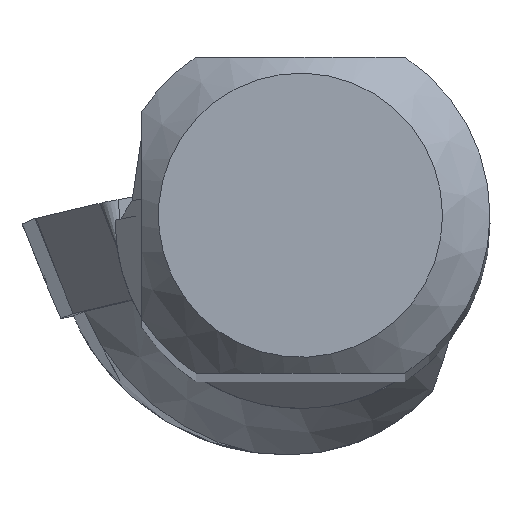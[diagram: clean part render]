
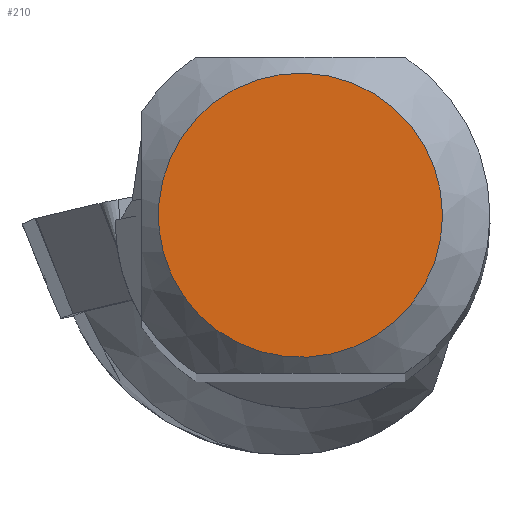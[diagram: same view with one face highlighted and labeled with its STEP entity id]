
A CAD part, top view. The second image highlights one B-rep face of the part: STEP entity #210.
In plain terms, the highlighted planar face has unit normal (0, 0, 1).
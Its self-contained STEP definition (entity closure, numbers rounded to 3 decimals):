
#160=FACE_OUTER_BOUND('',#307,.T.);
#210=ADVANCED_FACE('',(#160),#241,.T.);
#241=PLANE('',#1142);
#307=EDGE_LOOP('',(#527));
#349=CIRCLE('',#1141,2.245);
#527=ORIENTED_EDGE('',*,*,#823,.T.);
#704=VERTEX_POINT('',#1832);
#823=EDGE_CURVE('',#704,#704,#349,.T.);
#1141=AXIS2_PLACEMENT_3D('',#1831,#1378,#1379);
#1142=AXIS2_PLACEMENT_3D('',#1833,#1380,#1381);
#1378=DIRECTION('',(0.,0.,1.));
#1379=DIRECTION('',(1.,0.,0.));
#1380=DIRECTION('',(0.,0.,1.));
#1381=DIRECTION('',(1.,0.,0.));
#1831=CARTESIAN_POINT('',(0.,0.,0.));
#1832=CARTESIAN_POINT('',(2.245,0.,0.));
#1833=CARTESIAN_POINT('',(0.,0.,0.));
